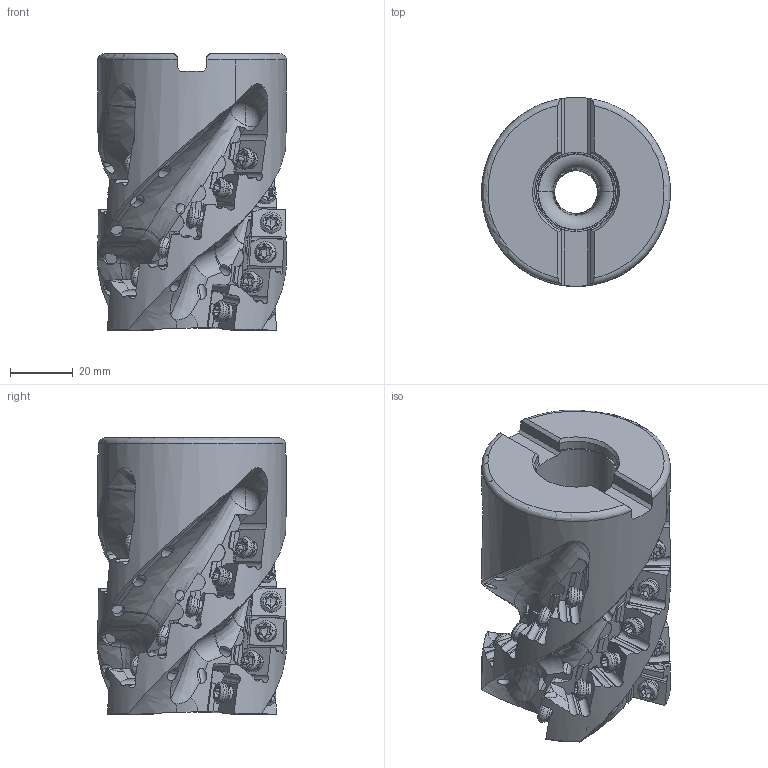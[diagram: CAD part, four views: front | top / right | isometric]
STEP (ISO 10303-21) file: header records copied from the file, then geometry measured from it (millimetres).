
FILE_DESCRIPTION(/* description */ (''),/* implementation_level */ '2;1');
FILE_NAME(/* name */ 'SPX4UR2524CA22A.stp',/* time_stamp */ '2017-10-05T13:08:56+09:00',/* author */ (''),/* organization */ (''),/* preprocessor_version */ 'ST-DEVELOPER v16',/* originating_system */ 'SIEMENS PLM Software NX 10.0',/* authorisation */ '');
FILE_SCHEMA (('AUTOMOTIVE_DESIGN { 1 0 10303 214 3 1 1 1 }'));
Products named in the file (1): SPX4UR2524CA22A_ASM
Bounding box: 60.32 x 60.33 x 88.4 mm (x, y, z)
Volume: 141738.1 mm3; surface area: 43392.7 mm2
Topology: 25 solids, 25 shells, 1463 faces, 4446 edges, 2958 vertices
Faces by surface type: cylinder 652, plane 365, cone 218, bspline 90, sphere 68, torus 62, extrusion 8
Entity records: 72835 total; most frequent: CARTESIAN_POINT 33732, ORIENTED_EDGE 8756, DIRECTION 7528, EDGE_CURVE 4378, AXIS2_PLACEMENT_3D 3062, VERTEX_POINT 2958, EDGE_LOOP 1522, CIRCLE 1482
